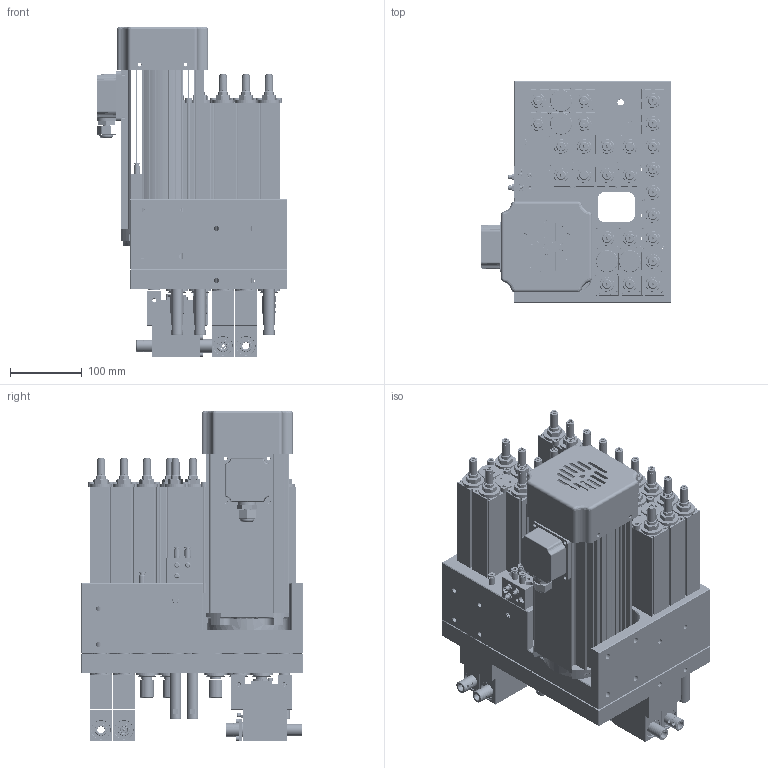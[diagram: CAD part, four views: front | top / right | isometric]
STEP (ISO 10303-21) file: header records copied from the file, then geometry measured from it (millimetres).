
FILE_DESCRIPTION (( 'STEP AP214' ), '1' );
FILE_NAME ('PZ34H10A-0001.STEP', '2024-07-02T06:43:00', ( 'Sysceo.com' ), ( '' ), 'SwSTEP 2.0', 'SolidWorks 2018', '' );
FILE_SCHEMA (( 'AUTOMOTIVE_DESIGN' ));
Length unit declared in the file: millimetre
Products named in the file (2): PZ34H10A-0001
Bounding box: 266.41 x 310 x 461.5 mm (x, y, z)
Surface area: 1450056.2 mm2 (no closed solid volume)
Topology: 0 solids, 436 shells, 4134 faces, 21424 edges, 17355 vertices
Faces by surface type: cylinder 1773, plane 1645, cone 486, torus 176, bspline 54
Entity records: 289990 total; most frequent: CARTESIAN_POINT 83592, DIRECTION 31225, ORIENTED_EDGE 29172, EDGE_CURVE 21369, VERTEX_POINT 17305, LINE 12217, VECTOR 12217, AXIS2_PLACEMENT_3D 9504
